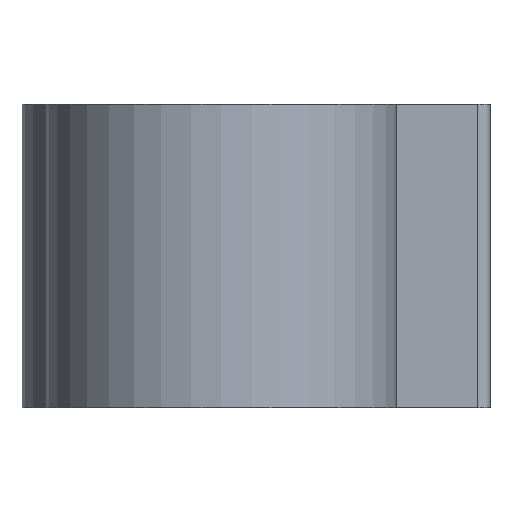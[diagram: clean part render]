
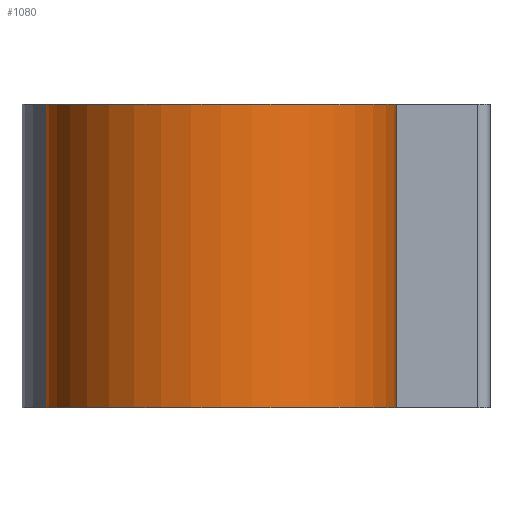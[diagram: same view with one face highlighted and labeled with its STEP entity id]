
A CAD part, front view. The second image highlights one B-rep face of the part: STEP entity #1080.
In plain terms, the highlighted cylindrical face has radius 14.5 mm (diameter 29 mm), a partial arc.
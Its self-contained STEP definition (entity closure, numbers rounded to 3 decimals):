
#473 = VERTEX_POINT('',#474);
#474 = CARTESIAN_POINT('',(-19.95,-18.,0.));
#480 = EDGE_CURVE('',#473,#481,#483,.T.);
#481 = VERTEX_POINT('',#482);
#482 = CARTESIAN_POINT('',(-19.95,-18.,25.15));
#483 = LINE('',#484,#485);
#484 = CARTESIAN_POINT('',(-19.95,-18.,0.));
#485 = VECTOR('',#486,1.);
#486 = DIRECTION('',(0.,0.,1.));
#905 = EDGE_CURVE('',#473,#906,#908,.T.);
#906 = VERTEX_POINT('',#907);
#907 = CARTESIAN_POINT('',(9.05,-18.,0.));
#908 = CIRCLE('',#909,14.5);
#909 = AXIS2_PLACEMENT_3D('',#910,#911,#912);
#910 = CARTESIAN_POINT('',(-5.45,-18.,0.));
#911 = DIRECTION('',(0.,0.,1.));
#912 = DIRECTION('',(1.,0.,0.));
#964 = EDGE_CURVE('',#906,#965,#967,.T.);
#965 = VERTEX_POINT('',#966);
#966 = CARTESIAN_POINT('',(9.05,-18.,25.15));
#967 = LINE('',#968,#969);
#968 = CARTESIAN_POINT('',(9.05,-18.,0.));
#969 = VECTOR('',#970,1.);
#970 = DIRECTION('',(0.,0.,1.));
#1033 = EDGE_CURVE('',#481,#965,#1034,.T.);
#1034 = CIRCLE('',#1035,14.5);
#1035 = AXIS2_PLACEMENT_3D('',#1036,#1037,#1038);
#1036 = CARTESIAN_POINT('',(-5.45,-18.,25.15));
#1037 = DIRECTION('',(0.,0.,1.));
#1038 = DIRECTION('',(1.,0.,0.));
#1080 = ADVANCED_FACE('',(#1081),#1087,.T.);
#1081 = FACE_BOUND('',#1082,.F.);
#1082 = EDGE_LOOP('',(#1083,#1084,#1085,#1086));
#1083 = ORIENTED_EDGE('',*,*,#480,.T.);
#1084 = ORIENTED_EDGE('',*,*,#1033,.T.);
#1085 = ORIENTED_EDGE('',*,*,#964,.F.);
#1086 = ORIENTED_EDGE('',*,*,#905,.F.);
#1087 = CYLINDRICAL_SURFACE('',#1088,14.5);
#1088 = AXIS2_PLACEMENT_3D('',#1089,#1090,#1091);
#1089 = CARTESIAN_POINT('',(-5.45,-18.,0.));
#1090 = DIRECTION('',(-0.,-0.,-1.));
#1091 = DIRECTION('',(1.,0.,0.));
